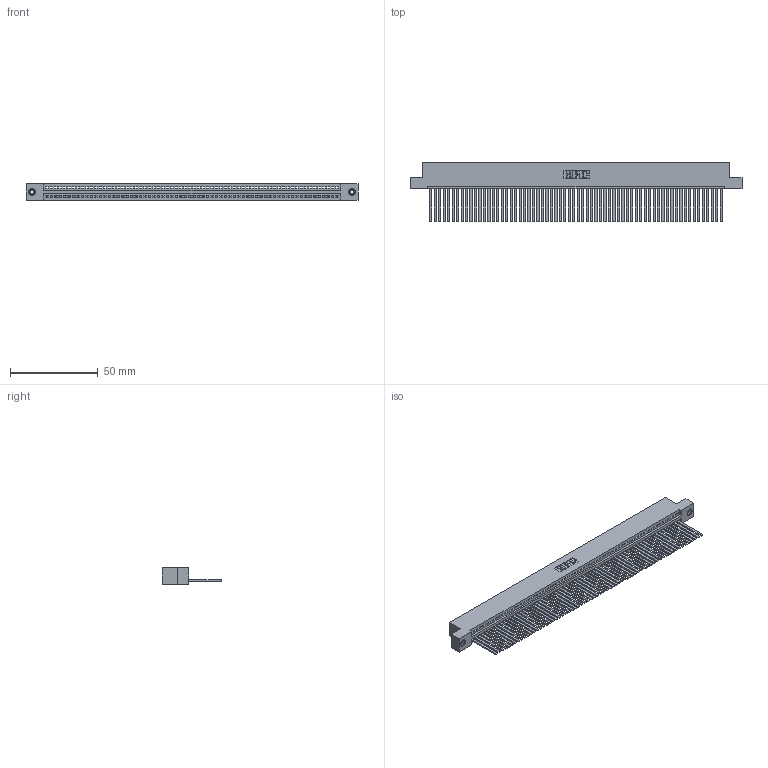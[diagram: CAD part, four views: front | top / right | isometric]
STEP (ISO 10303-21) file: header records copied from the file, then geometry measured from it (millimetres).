
FILE_DESCRIPTION (( 'STEP AP203' ), '1' );
FILE_NAME ('395-066-544-108.STEP', '2019-10-25T09:41:13', ( '' ), ( '' ), 'SwSTEP 2.0', 'SolidWorks 2016', '' );
FILE_SCHEMA (( 'CONFIG_CONTROL_DESIGN' ));
Length unit declared in the file: inch
Products named in the file (4): 345-292-001_345-293-144; 345 Part_Flush Mounting Lugs - 0.156 Dia-TI; 395-066-544-108; 345-250-001_345-250-003-102
Assembly tree (69 placements, depth 2):
  395-066-544-108
    345 Part_Flush Mounting Lugs - 0.156 Dia-TI
    345-292-001_345-293-144  x66
    345-250-001_345-250-003-102  x2
Bounding box: 188.85 x 33.96 x 9.4 mm (x, y, z)
Volume: 18891.5 mm3; surface area: 27745.2 mm2
Topology: 69 solids, 69 shells, 3618 faces, 10905 edges, 7174 vertices
Faces by surface type: plane 2488, cylinder 1114, cone 12, torus 4
Entity records: 47444 total; most frequent: CARTESIAN_POINT 8197, ORIENTED_EDGE 8190, DIRECTION 7149, EDGE_CURVE 4095, LINE 3683, VECTOR 3683, VERTEX_POINT 2724, AXIS2_PLACEMENT_3D 1733
